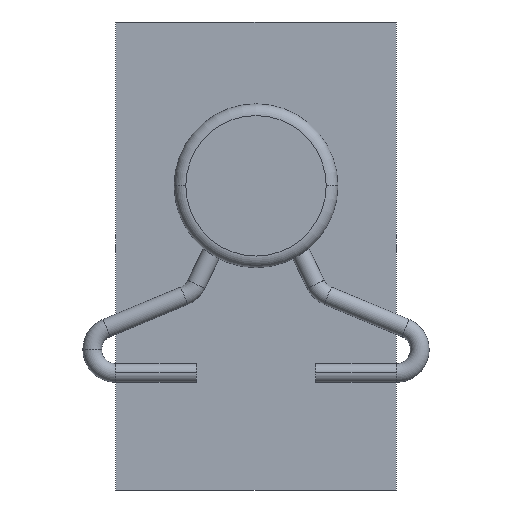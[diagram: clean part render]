
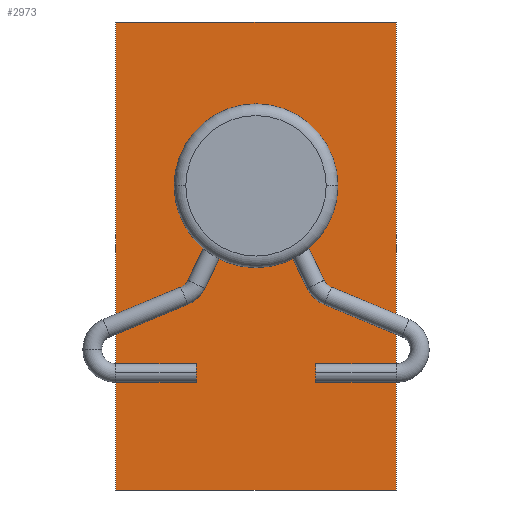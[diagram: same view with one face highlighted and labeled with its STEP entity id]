
A CAD part, left-side view. The second image highlights one B-rep face of the part: STEP entity #2973.
In plain terms, the highlighted planar face has unit normal (-1, 0, 0).
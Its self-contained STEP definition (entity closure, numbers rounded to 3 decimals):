
#75 = DIRECTION ( 'NONE',  ( 1., 0., 0. ) ) ;
#299 = CARTESIAN_POINT ( 'NONE',  ( -0.5, 6., 20. ) ) ;
#350 = LINE ( 'NONE', #652, #2910 ) ;
#368 = DIRECTION ( 'NONE',  ( 0., 1., 0. ) ) ;
#386 = CARTESIAN_POINT ( 'NONE',  ( -0.5, 2., 13. ) ) ;
#406 = LINE ( 'NONE', #1348, #1691 ) ;
#435 = CIRCLE ( 'NONE', #683, 2. ) ;
#452 = EDGE_LOOP ( 'NONE', ( #2795, #1713, #2826, #1972 ) ) ;
#453 = DIRECTION ( 'NONE',  ( 1., 0., 0. ) ) ;
#510 = PLANE ( 'NONE',  #740 ) ;
#652 = CARTESIAN_POINT ( 'NONE',  ( -0.5, 6., 20. ) ) ;
#677 = EDGE_LOOP ( 'NONE', ( #2032, #2192 ) ) ;
#683 = AXIS2_PLACEMENT_3D ( 'NONE', #883, #1875, #368 ) ;
#724 = EDGE_CURVE ( 'NONE', #972, #2854, #1082, .T. ) ;
#728 = CARTESIAN_POINT ( 'NONE',  ( -0.5, -6., 20. ) ) ;
#740 = AXIS2_PLACEMENT_3D ( 'NONE', #299, #75, #2233 ) ;
#834 = VECTOR ( 'NONE', #1835, 1000. ) ;
#875 = CARTESIAN_POINT ( 'NONE',  ( -0.5, -6., 0. ) ) ;
#883 = CARTESIAN_POINT ( 'NONE',  ( -0.5, 0., 13. ) ) ;
#972 = VERTEX_POINT ( 'NONE', #2359 ) ;
#1007 = FACE_OUTER_BOUND ( 'NONE', #452, .T. ) ;
#1082 = LINE ( 'NONE', #2545, #834 ) ;
#1199 = CARTESIAN_POINT ( 'NONE',  ( -0.5, -2., 13. ) ) ;
#1287 = VERTEX_POINT ( 'NONE', #875 ) ;
#1348 = CARTESIAN_POINT ( 'NONE',  ( -0.5, -6., 20. ) ) ;
#1365 = DIRECTION ( 'NONE',  ( 0., 0., -1. ) ) ;
#1406 = CARTESIAN_POINT ( 'NONE',  ( -0.5, 6., 0. ) ) ;
#1487 = VERTEX_POINT ( 'NONE', #1199 ) ;
#1597 = VECTOR ( 'NONE', #2777, 1000. ) ;
#1638 = AXIS2_PLACEMENT_3D ( 'NONE', #2615, #453, #2644 ) ;
#1691 = VECTOR ( 'NONE', #1365, 1000. ) ;
#1708 = EDGE_CURVE ( 'NONE', #972, #2927, #350, .T. ) ;
#1713 = ORIENTED_EDGE ( 'NONE', *, *, #1844, .F. ) ;
#1835 = DIRECTION ( 'NONE',  ( 0., 0., -1. ) ) ;
#1844 = EDGE_CURVE ( 'NONE', #2927, #1287, #406, .T. ) ;
#1854 = VERTEX_POINT ( 'NONE', #386 ) ;
#1875 = DIRECTION ( 'NONE',  ( 1., 0., 0. ) ) ;
#1972 = ORIENTED_EDGE ( 'NONE', *, *, #724, .T. ) ;
#2014 = CARTESIAN_POINT ( 'NONE',  ( -0.5, 6., 0. ) ) ;
#2015 = EDGE_CURVE ( 'NONE', #1854, #1487, #2498, .T. ) ;
#2032 = ORIENTED_EDGE ( 'NONE', *, *, #2220, .T. ) ;
#2192 = ORIENTED_EDGE ( 'NONE', *, *, #2015, .T. ) ;
#2220 = EDGE_CURVE ( 'NONE', #1487, #1854, #435, .T. ) ;
#2233 = DIRECTION ( 'NONE',  ( 0., 1., 0. ) ) ;
#2359 = CARTESIAN_POINT ( 'NONE',  ( -0.5, 6., 20. ) ) ;
#2498 = CIRCLE ( 'NONE', #1638, 2. ) ;
#2545 = CARTESIAN_POINT ( 'NONE',  ( -0.5, 6., 20. ) ) ;
#2615 = CARTESIAN_POINT ( 'NONE',  ( -0.5, 0., 13. ) ) ;
#2644 = DIRECTION ( 'NONE',  ( 0., 1., 0. ) ) ;
#2673 = FACE_BOUND ( 'NONE', #677, .T. ) ;
#2756 = DIRECTION ( 'NONE',  ( 0., -1., 0. ) ) ;
#2777 = DIRECTION ( 'NONE',  ( 0., -1., 0. ) ) ;
#2795 = ORIENTED_EDGE ( 'NONE', *, *, #3014, .T. ) ;
#2826 = ORIENTED_EDGE ( 'NONE', *, *, #1708, .F. ) ;
#2854 = VERTEX_POINT ( 'NONE', #1406 ) ;
#2910 = VECTOR ( 'NONE', #2756, 1000. ) ;
#2927 = VERTEX_POINT ( 'NONE', #728 ) ;
#2973 = ADVANCED_FACE ( 'NONE', ( #2673, #1007 ), #510, .F. ) ;
#3014 = EDGE_CURVE ( 'NONE', #2854, #1287, #3023, .T. ) ;
#3023 = LINE ( 'NONE', #2014, #1597 ) ;
